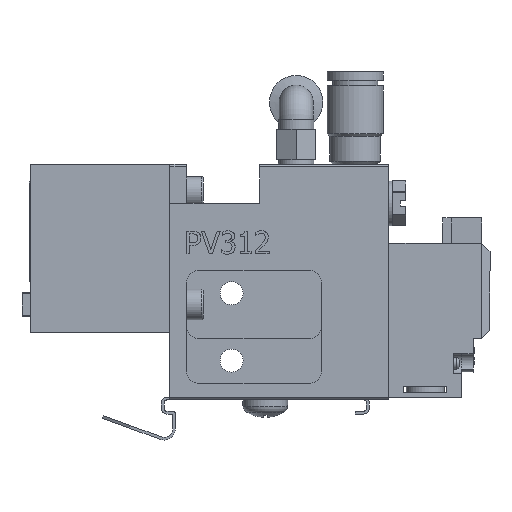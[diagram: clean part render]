
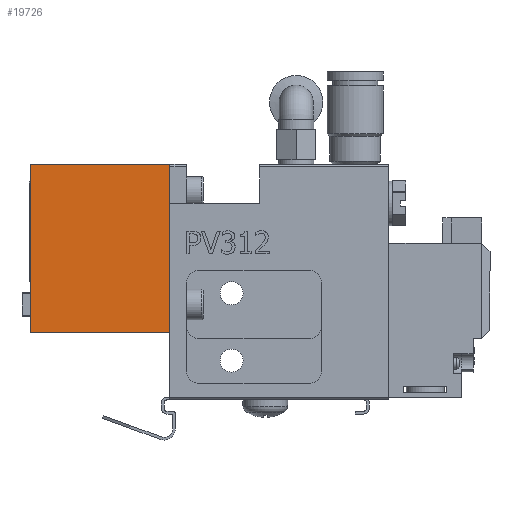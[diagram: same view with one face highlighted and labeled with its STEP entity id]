
A CAD part, left-side view. The second image highlights one B-rep face of the part: STEP entity #19726.
In plain terms, the highlighted planar face has unit normal (-1, 0, 0).
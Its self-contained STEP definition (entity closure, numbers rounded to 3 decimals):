
#18713=CARTESIAN_POINT('',(-15.,44.3,42.));
#18714=VERTEX_POINT('',#18713);
#18721=CARTESIAN_POINT('',(-15.,19.5,42.));
#18722=VERTEX_POINT('',#18721);
#18723=CARTESIAN_POINT('',(-15.,19.5,42.));
#18724=DIRECTION('',(0.0,1.0,0.0));
#18725=VECTOR('',#18724,24.8);
#18726=LINE('',#18723,#18725);
#18727=EDGE_CURVE('',#18722,#18714,#18726,.T.);
#19633=CARTESIAN_POINT('',(-15.,19.5,12.));
#19634=VERTEX_POINT('',#19633);
#19635=CARTESIAN_POINT('',(-15.,19.5,42.));
#19636=DIRECTION('',(0.0,0.0,-1.0));
#19637=VECTOR('',#19636,30.0);
#19638=LINE('',#19635,#19637);
#19639=EDGE_CURVE('',#18722,#19634,#19638,.T.);
#19703=CARTESIAN_POINT('',(-15.,19.5,42.));
#19704=DIRECTION('',(-1.0,0.0,0.0));
#19705=DIRECTION('',(0.0,-1.0,0.0));
#19706=AXIS2_PLACEMENT_3D('',#19703,#19704,#19705);
#19707=PLANE('',#19706);
#19708=CARTESIAN_POINT('',(-15.,44.3,12.));
#19709=VERTEX_POINT('',#19708);
#19710=CARTESIAN_POINT('',(-15.,44.3,42.));
#19711=DIRECTION('',(0.0,0.0,-1.0));
#19712=VECTOR('',#19711,30.0);
#19713=LINE('',#19710,#19712);
#19714=EDGE_CURVE('',#18714,#19709,#19713,.T.);
#19715=ORIENTED_EDGE('',*,*,#19714,.T.);
#19716=CARTESIAN_POINT('',(-15.,19.5,12.));
#19717=DIRECTION('',(0.0,1.0,0.0));
#19718=VECTOR('',#19717,24.8);
#19719=LINE('',#19716,#19718);
#19720=EDGE_CURVE('',#19634,#19709,#19719,.T.);
#19721=ORIENTED_EDGE('',*,*,#19720,.F.);
#19722=ORIENTED_EDGE('',*,*,#19639,.F.);
#19723=ORIENTED_EDGE('',*,*,#18727,.T.);
#19724=EDGE_LOOP('',(#19715,#19721,#19722,#19723));
#19725=FACE_OUTER_BOUND('',#19724,.T.);
#19726=ADVANCED_FACE('',(#19725),#19707,.T.);
